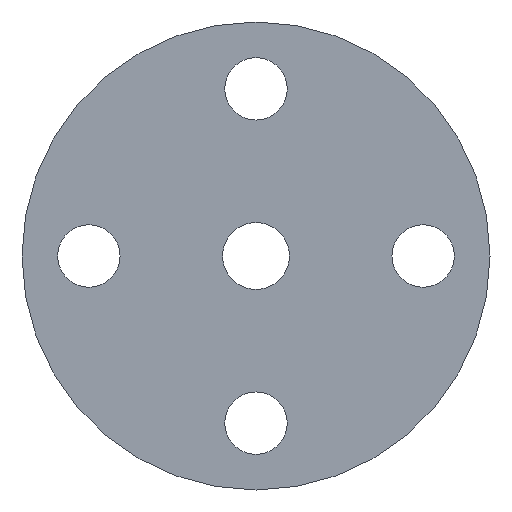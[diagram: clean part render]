
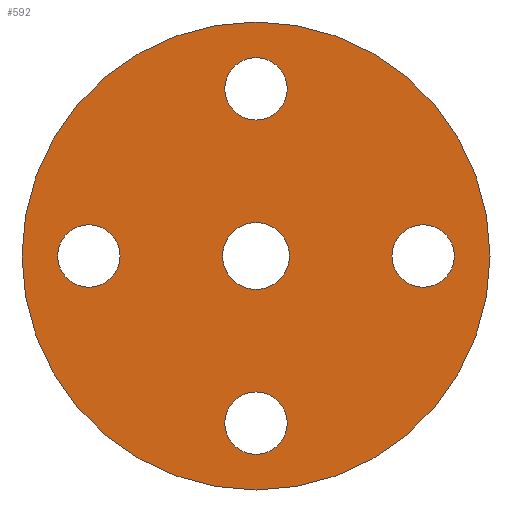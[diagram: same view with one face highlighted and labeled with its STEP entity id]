
A CAD part, front view. The second image highlights one B-rep face of the part: STEP entity #592.
In plain terms, the highlighted planar face has unit normal (0, -1, 0).
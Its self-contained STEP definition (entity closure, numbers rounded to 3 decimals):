
#7 = DIRECTION ( 'NONE',  ( 0., 0., -1. ) ) ;
#8 = VERTEX_POINT ( 'NONE', #643 ) ;
#9 = CIRCLE ( 'NONE', #60, 7. ) ;
#15 = EDGE_LOOP ( 'NONE', ( #224, #671 ) ) ;
#16 = CARTESIAN_POINT ( 'NONE',  ( 0., 0., -30.5 ) ) ;
#22 = ORIENTED_EDGE ( 'NONE', *, *, #251, .T. ) ;
#27 = FACE_OUTER_BOUND ( 'NONE', #361, .T. ) ;
#29 = CARTESIAN_POINT ( 'NONE',  ( -37.5, 0., 0. ) ) ;
#32 = CARTESIAN_POINT ( 'NONE',  ( 37.5, 0., 0. ) ) ;
#36 = CARTESIAN_POINT ( 'NONE',  ( 0., 0., -37.5 ) ) ;
#41 = CARTESIAN_POINT ( 'NONE',  ( 37.5, 0., -7. ) ) ;
#48 = ORIENTED_EDGE ( 'NONE', *, *, #92, .T. ) ;
#58 = DIRECTION ( 'NONE',  ( 0., -1., 0. ) ) ;
#60 = AXIS2_PLACEMENT_3D ( 'NONE', #29, #249, #460 ) ;
#63 = AXIS2_PLACEMENT_3D ( 'NONE', #207, #585, #247 ) ;
#77 = DIRECTION ( 'NONE',  ( 0., 1., 0. ) ) ;
#79 = DIRECTION ( 'NONE',  ( 0., 0., -1. ) ) ;
#86 = ORIENTED_EDGE ( 'NONE', *, *, #201, .F. ) ;
#92 = EDGE_CURVE ( 'NONE', #563, #328, #476, .T. ) ;
#96 = ORIENTED_EDGE ( 'NONE', *, *, #219, .T. ) ;
#99 = DIRECTION ( 'NONE',  ( 0., 1., 0. ) ) ;
#103 = AXIS2_PLACEMENT_3D ( 'NONE', #104, #306, #410 ) ;
#104 = CARTESIAN_POINT ( 'NONE',  ( 0., 0., 37.5 ) ) ;
#109 = AXIS2_PLACEMENT_3D ( 'NONE', #531, #204, #415 ) ;
#129 = CIRCLE ( 'NONE', #103, 7. ) ;
#132 = ORIENTED_EDGE ( 'NONE', *, *, #318, .F. ) ;
#136 = DIRECTION ( 'NONE',  ( 0., 0., 1. ) ) ;
#141 = VERTEX_POINT ( 'NONE', #16 ) ;
#145 = VERTEX_POINT ( 'NONE', #290 ) ;
#149 = AXIS2_PLACEMENT_3D ( 'NONE', #599, #536, #212 ) ;
#159 = EDGE_CURVE ( 'NONE', #401, #662, #9, .T. ) ;
#190 = CARTESIAN_POINT ( 'NONE',  ( 0., 0., -7.5 ) ) ;
#198 = DIRECTION ( 'NONE',  ( 0., 0., 1. ) ) ;
#201 = EDGE_CURVE ( 'NONE', #244, #8, #217, .T. ) ;
#204 = DIRECTION ( 'NONE',  ( 0., 1., 0. ) ) ;
#207 = CARTESIAN_POINT ( 'NONE',  ( -37.5, 0., 0. ) ) ;
#210 = DIRECTION ( 'NONE',  ( 0., 1., 0. ) ) ;
#212 = DIRECTION ( 'NONE',  ( 0., 0., -1. ) ) ;
#217 = CIRCLE ( 'NONE', #335, 7.5 ) ;
#219 = EDGE_CURVE ( 'NONE', #141, #638, #475, .T. ) ;
#224 = ORIENTED_EDGE ( 'NONE', *, *, #480, .T. ) ;
#225 = ORIENTED_EDGE ( 'NONE', *, *, #650, .T. ) ;
#229 = CARTESIAN_POINT ( 'NONE',  ( -37.5, 0., 7. ) ) ;
#243 = DIRECTION ( 'NONE',  ( 0., -1., 0. ) ) ;
#244 = VERTEX_POINT ( 'NONE', #190 ) ;
#247 = DIRECTION ( 'NONE',  ( 0., 0., 1. ) ) ;
#249 = DIRECTION ( 'NONE',  ( 0., 1., 0. ) ) ;
#250 = CIRCLE ( 'NONE', #149, 7.5 ) ;
#251 = EDGE_CURVE ( 'NONE', #638, #141, #508, .T. ) ;
#252 = CARTESIAN_POINT ( 'NONE',  ( 37.5, 0., 0. ) ) ;
#256 = DIRECTION ( 'NONE',  ( 0., 0., 1. ) ) ;
#270 = EDGE_LOOP ( 'NONE', ( #48, #548 ) ) ;
#275 = ORIENTED_EDGE ( 'NONE', *, *, #363, .T. ) ;
#290 = CARTESIAN_POINT ( 'NONE',  ( 0., 0., 52.5 ) ) ;
#295 = CARTESIAN_POINT ( 'NONE',  ( 37.5, 0., 7. ) ) ;
#306 = DIRECTION ( 'NONE',  ( 0., 1., 0. ) ) ;
#318 = EDGE_CURVE ( 'NONE', #8, #244, #250, .T. ) ;
#325 = CIRCLE ( 'NONE', #381, 52.5 ) ;
#328 = VERTEX_POINT ( 'NONE', #644 ) ;
#330 = CIRCLE ( 'NONE', #567, 52.5 ) ;
#335 = AXIS2_PLACEMENT_3D ( 'NONE', #684, #568, #528 ) ;
#337 = CARTESIAN_POINT ( 'NONE',  ( 0., 0., 0. ) ) ;
#356 = FACE_BOUND ( 'NONE', #270, .T. ) ;
#360 = PLANE ( 'NONE',  #534 ) ;
#361 = EDGE_LOOP ( 'NONE', ( #275, #225 ) ) ;
#363 = EDGE_CURVE ( 'NONE', #396, #145, #325, .T. ) ;
#364 = FACE_BOUND ( 'NONE', #375, .T. ) ;
#375 = EDGE_LOOP ( 'NONE', ( #96, #22 ) ) ;
#376 = AXIS2_PLACEMENT_3D ( 'NONE', #252, #210, #636 ) ;
#381 = AXIS2_PLACEMENT_3D ( 'NONE', #337, #243, #79 ) ;
#384 = VERTEX_POINT ( 'NONE', #295 ) ;
#396 = VERTEX_POINT ( 'NONE', #663 ) ;
#401 = VERTEX_POINT ( 'NONE', #229 ) ;
#402 = CARTESIAN_POINT ( 'NONE',  ( 0., 0., -37.5 ) ) ;
#409 = EDGE_LOOP ( 'NONE', ( #86, #132 ) ) ;
#410 = DIRECTION ( 'NONE',  ( 0., 0., 1. ) ) ;
#415 = DIRECTION ( 'NONE',  ( 0., 0., 1. ) ) ;
#434 = CARTESIAN_POINT ( 'NONE',  ( 0., 0., 0. ) ) ;
#437 = CARTESIAN_POINT ( 'NONE',  ( 0., 0., -44.5 ) ) ;
#460 = DIRECTION ( 'NONE',  ( 0., 0., 1. ) ) ;
#468 = CIRCLE ( 'NONE', #63, 7. ) ;
#472 = FACE_BOUND ( 'NONE', #15, .T. ) ;
#475 = CIRCLE ( 'NONE', #607, 7. ) ;
#476 = CIRCLE ( 'NONE', #109, 7. ) ;
#480 = EDGE_CURVE ( 'NONE', #384, #570, #588, .T. ) ;
#482 = CIRCLE ( 'NONE', #376, 7. ) ;
#495 = ORIENTED_EDGE ( 'NONE', *, *, #159, .T. ) ;
#500 = EDGE_CURVE ( 'NONE', #570, #384, #482, .T. ) ;
#508 = CIRCLE ( 'NONE', #550, 7. ) ;
#517 = CARTESIAN_POINT ( 'NONE',  ( -7.5, 0., 0. ) ) ;
#521 = EDGE_CURVE ( 'NONE', #662, #401, #468, .T. ) ;
#528 = DIRECTION ( 'NONE',  ( 0., 0., -1. ) ) ;
#531 = CARTESIAN_POINT ( 'NONE',  ( 0., 0., 37.5 ) ) ;
#534 = AXIS2_PLACEMENT_3D ( 'NONE', #517, #580, #256 ) ;
#536 = DIRECTION ( 'NONE',  ( 0., -1., 0. ) ) ;
#537 = FACE_BOUND ( 'NONE', #635, .T. ) ;
#548 = ORIENTED_EDGE ( 'NONE', *, *, #559, .T. ) ;
#550 = AXIS2_PLACEMENT_3D ( 'NONE', #402, #624, #136 ) ;
#559 = EDGE_CURVE ( 'NONE', #328, #563, #129, .T. ) ;
#563 = VERTEX_POINT ( 'NONE', #634 ) ;
#567 = AXIS2_PLACEMENT_3D ( 'NONE', #434, #58, #7 ) ;
#568 = DIRECTION ( 'NONE',  ( 0., -1., 0. ) ) ;
#570 = VERTEX_POINT ( 'NONE', #41 ) ;
#580 = DIRECTION ( 'NONE',  ( 0., 1., 0. ) ) ;
#585 = DIRECTION ( 'NONE',  ( 0., 1., 0. ) ) ;
#588 = CIRCLE ( 'NONE', #676, 7. ) ;
#592 = ADVANCED_FACE ( 'NONE', ( #537, #356, #472, #364, #630, #27 ), #360, .F. ) ;
#599 = CARTESIAN_POINT ( 'NONE',  ( 0., 0., 0. ) ) ;
#607 = AXIS2_PLACEMENT_3D ( 'NONE', #36, #77, #198 ) ;
#624 = DIRECTION ( 'NONE',  ( 0., 1., 0. ) ) ;
#630 = FACE_BOUND ( 'NONE', #409, .T. ) ;
#631 = ORIENTED_EDGE ( 'NONE', *, *, #521, .T. ) ;
#634 = CARTESIAN_POINT ( 'NONE',  ( 0., 0., 44.5 ) ) ;
#635 = EDGE_LOOP ( 'NONE', ( #495, #631 ) ) ;
#636 = DIRECTION ( 'NONE',  ( 0., 0., 1. ) ) ;
#638 = VERTEX_POINT ( 'NONE', #437 ) ;
#643 = CARTESIAN_POINT ( 'NONE',  ( 0., 0., 7.5 ) ) ;
#644 = CARTESIAN_POINT ( 'NONE',  ( 0., 0., 30.5 ) ) ;
#650 = EDGE_CURVE ( 'NONE', #145, #396, #330, .T. ) ;
#655 = CARTESIAN_POINT ( 'NONE',  ( -37.5, 0., -7. ) ) ;
#662 = VERTEX_POINT ( 'NONE', #655 ) ;
#663 = CARTESIAN_POINT ( 'NONE',  ( 0., 0., -52.5 ) ) ;
#671 = ORIENTED_EDGE ( 'NONE', *, *, #500, .T. ) ;
#676 = AXIS2_PLACEMENT_3D ( 'NONE', #32, #99, #685 ) ;
#684 = CARTESIAN_POINT ( 'NONE',  ( 0., 0., 0. ) ) ;
#685 = DIRECTION ( 'NONE',  ( 0., 0., 1. ) ) ;
